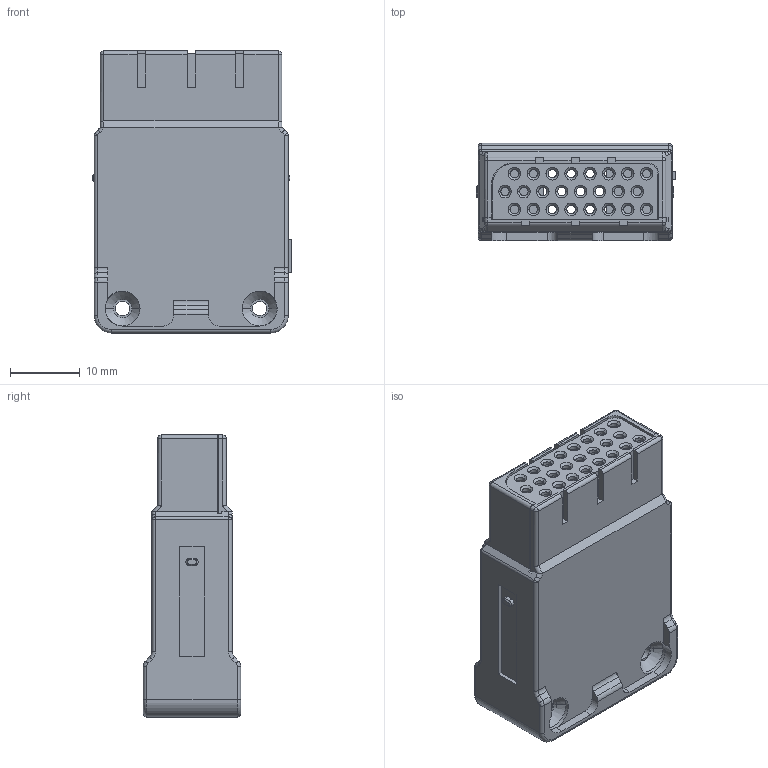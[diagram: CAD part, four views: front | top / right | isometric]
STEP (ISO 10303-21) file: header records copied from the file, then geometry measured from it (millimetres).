
FILE_DESCRIPTION((''),'2;1');
FILE_NAME('3D_1290240200001_HMSB-024-FC_V1','2022-06-29T',('lj.zou'),(''),'PRO/ENGINEER BY PARAMETRIC TECHNOLOGY CORPORATION, 2012480','PRO/ENGINEER BY PARAMETRIC TECHNOLOGY CORPORATION, 2012480','');
FILE_SCHEMA(('CONFIG_CONTROL_DESIGN'));
Products named in the file (1): 3D_1290240200001_HMSB-024-FC_V1
Bounding box: 28.5 x 13.9 x 40.3 mm (x, y, z)
Volume: 6746.7 mm3; surface area: 12685.1 mm2
Topology: 1 solids, 1 shells, 2309 faces, 7578 edges, 5064 vertices
Faces by surface type: plane 1484, cylinder 699, cone 92, sphere 16, torus 10, bspline 8
Entity records: 84134 total; most frequent: CARTESIAN_POINT 15285, ORIENTED_EDGE 14676, DIRECTION 13955, EDGE_CURVE 7338, VECTOR 5589, LINE 5589, VERTEX_POINT 4840, AXIS2_PLACEMENT_3D 4183
